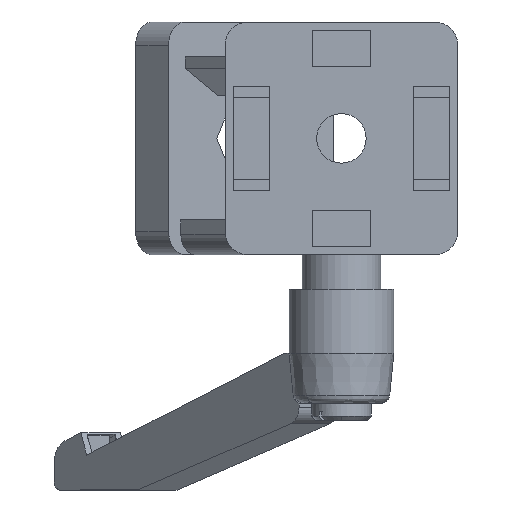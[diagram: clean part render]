
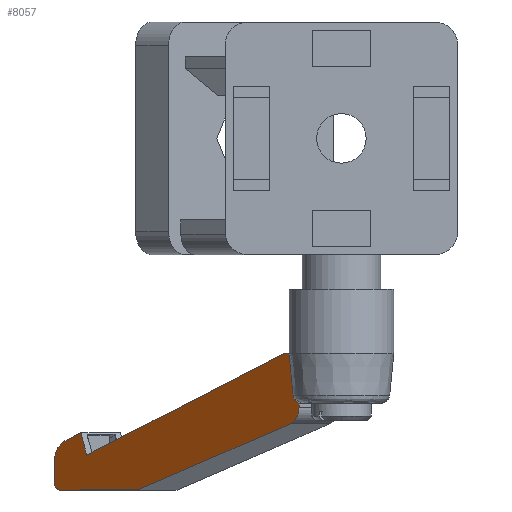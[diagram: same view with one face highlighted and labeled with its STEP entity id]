
A CAD part, front view. The second image highlights one B-rep face of the part: STEP entity #8057.
In plain terms, the highlighted planar face has unit normal (-0.707, -0.707, 0).
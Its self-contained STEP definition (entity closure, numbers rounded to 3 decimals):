
#122 = VERTEX_POINT ( 'NONE', #1998 ) ;
#139 = VERTEX_POINT ( 'NONE', #2015 ) ;
#140 = VERTEX_POINT ( 'NONE', #2016 ) ;
#155 = VERTEX_POINT ( 'NONE', #2031 ) ;
#156 = VERTEX_POINT ( 'NONE', #2032 ) ;
#157 = VERTEX_POINT ( 'NONE', #2033 ) ;
#158 = VERTEX_POINT ( 'NONE', #2034 ) ;
#159 = VERTEX_POINT ( 'NONE', #2035 ) ;
#160 = VERTEX_POINT ( 'NONE', #2036 ) ;
#161 = VERTEX_POINT ( 'NONE', #2037 ) ;
#162 = VERTEX_POINT ( 'NONE', #2038 ) ;
#220 = ORIENTED_EDGE ( 'NONE', *, *, #8096, .T. ) ;
#221 = ORIENTED_EDGE ( 'NONE', *, *, #8093, .T. ) ;
#222 = ORIENTED_EDGE ( 'NONE', *, *, #8095, .F. ) ;
#223 = ORIENTED_EDGE ( 'NONE', *, *, #7974, .T. ) ;
#224 = ORIENTED_EDGE ( 'NONE', *, *, #8040, .T. ) ;
#225 = ORIENTED_EDGE ( 'NONE', *, *, #8015, .F. ) ;
#226 = ORIENTED_EDGE ( 'NONE', *, *, #8042, .T. ) ;
#227 = ORIENTED_EDGE ( 'NONE', *, *, #8080, .T. ) ;
#228 = ORIENTED_EDGE ( 'NONE', *, *, #8082, .T. ) ;
#229 = ORIENTED_EDGE ( 'NONE', *, *, #8085, .T. ) ;
#230 = ORIENTED_EDGE ( 'NONE', *, *, #8087, .T. ) ;
#231 = ORIENTED_EDGE ( 'NONE', *, *, #8089, .T. ) ;
#232 = ORIENTED_EDGE ( 'NONE', *, *, #8091, .T. ) ;
#1496 = VERTEX_POINT ( 'NONE', #6555 ) ;
#1502 = VERTEX_POINT ( 'NONE', #6561 ) ;
#1847 = EDGE_LOOP ( 'NONE', ( #221, #222, #220, #223, #225, #224, #226, #227, #228, #229, #230, #231, #232 ) ) ;
#1998 = CARTESIAN_POINT ( 'NONE',  ( -9.758, 24.97, -36.9 ) ) ;
#2015 = CARTESIAN_POINT ( 'NONE',  ( -43.768, 58.98, -54.406 ) ) ;
#2016 = CARTESIAN_POINT ( 'NONE',  ( -44.76, 59.972, -50.553 ) ) ;
#2031 = CARTESIAN_POINT ( 'NONE',  ( -47.495, 62.707, -51.961 ) ) ;
#2032 = CARTESIAN_POINT ( 'NONE',  ( -49.356, 64.568, -55.72 ) ) ;
#2033 = CARTESIAN_POINT ( 'NONE',  ( -49.356, 64.568, -59. ) ) ;
#2034 = CARTESIAN_POINT ( 'NONE',  ( -48.366, 63.578, -60.4 ) ) ;
#2035 = CARTESIAN_POINT ( 'NONE',  ( -35.037, 50.249, -60.4 ) ) ;
#2036 = CARTESIAN_POINT ( 'NONE',  ( -8.784, 23.996, -49.049 ) ) ;
#2037 = CARTESIAN_POINT ( 'NONE',  ( -7.283, 22.495, -46.18 ) ) ;
#2038 = CARTESIAN_POINT ( 'NONE',  ( -7.283, 22.495, -45.436 ) ) ;
#3199 = CIRCLE ( 'NONE', #7068, 4. ) ;
#3200 = CIRCLE ( 'NONE', #7070, 1.4 ) ;
#3201 = CIRCLE ( 'NONE', #7350, 3. ) ;
#6144 = B_SPLINE_CURVE_WITH_KNOTS ( 'NONE', 3,
 ( #6580, #6584, #6585, #6586 ),
 .UNSPECIFIED., .F., .F.,
 ( 4, 4 ),
 ( 0., 0.007 ),
 .UNSPECIFIED. ) ;
#6166 = B_SPLINE_CURVE_WITH_KNOTS ( 'NONE', 3,
 ( #7275, #7282, #7283, #7284, #7285, #7286, #7287, #7288, #7289, #7290 ),
 .UNSPECIFIED., .F., .F.,
 ( 4, 2, 2, 2, 4 ),
 ( 0., 0., 0.001, 0.001, 0.002 ),
 .UNSPECIFIED. ) ;
#6555 = CARTESIAN_POINT ( 'NONE',  ( -8.777, 23.989, -36.9 ) ) ;
#6561 = CARTESIAN_POINT ( 'NONE',  ( -8.16, 23.372, -44.238 ) ) ;
#6580 = CARTESIAN_POINT ( 'NONE',  ( -8.16, 23.372, -44.238 ) ) ;
#6584 = CARTESIAN_POINT ( 'NONE',  ( -8.37, 23.582, -41.792 ) ) ;
#6585 = CARTESIAN_POINT ( 'NONE',  ( -8.575, 23.787, -39.347 ) ) ;
#6586 = CARTESIAN_POINT ( 'NONE',  ( -8.777, 23.989, -36.9 ) ) ;
#6693 = LINE ( 'NONE', #6694, #6732 ) ;
#6694 = CARTESIAN_POINT ( 'NONE',  ( -9.758, 24.97, -36.9 ) ) ;
#6695 = DIRECTION ( 'NONE',  ( 0.707, -0.707, 0. ) ) ;
#6732 = VECTOR ( 'NONE', #6695, 1000. ) ;
#6760 = VECTOR ( 'NONE', #6849, 1000. ) ;
#6762 = VECTOR ( 'NONE', #6855, 1000. ) ;
#6847 = LINE ( 'NONE', #6848, #6760 ) ;
#6848 = CARTESIAN_POINT ( 'NONE',  ( -9.758, 24.97, -36.9 ) ) ;
#6849 = DIRECTION ( 'NONE',  ( -0.664, 0.664, -0.342 ) ) ;
#6853 = LINE ( 'NONE', #6854, #6762 ) ;
#6854 = CARTESIAN_POINT ( 'NONE',  ( -43.768, 58.98, -54.406 ) ) ;
#6855 = DIRECTION ( 'NONE',  ( -0.242, 0.242, 0.94 ) ) ;
#7025 = FACE_OUTER_BOUND ( 'NONE', #1847, .T. ) ;
#7032 = AXIS2_PLACEMENT_3D ( 'NONE', #7113, #7114, #7115 ) ;
#7068 = AXIS2_PLACEMENT_3D ( 'NONE', #7230, #7240, #7241 ) ;
#7070 = AXIS2_PLACEMENT_3D ( 'NONE', #7242, #7255, #7256 ) ;
#7112 = PLANE ( 'NONE',  #7032 ) ;
#7113 = CARTESIAN_POINT ( 'NONE',  ( -3.394, 18.606, -19.4 ) ) ;
#7114 = DIRECTION ( 'NONE',  ( -0.707, -0.707, 0. ) ) ;
#7115 = DIRECTION ( 'NONE',  ( 0.707, -0.707, 0. ) ) ;
#7230 = CARTESIAN_POINT ( 'NONE',  ( -46.528, 61.739, -55.72 ) ) ;
#7234 = LINE ( 'NONE', #7235, #7353 ) ;
#7235 = CARTESIAN_POINT ( 'NONE',  ( -44.76, 59.972, -50.553 ) ) ;
#7236 = DIRECTION ( 'NONE',  ( -0.664, 0.664, -0.342 ) ) ;
#7240 = DIRECTION ( 'NONE',  ( -0.707, -0.707, 0. ) ) ;
#7241 = DIRECTION ( 'NONE',  ( 0.707, -0.707, 0. ) ) ;
#7242 = CARTESIAN_POINT ( 'NONE',  ( -48.366, 63.578, -59. ) ) ;
#7249 = LINE ( 'NONE', #7250, #7357 ) ;
#7250 = CARTESIAN_POINT ( 'NONE',  ( -49.356, 64.568, -19.4 ) ) ;
#7251 = DIRECTION ( 'NONE',  ( 0., 0., -1. ) ) ;
#7255 = DIRECTION ( 'NONE',  ( -0.707, -0.707, 0. ) ) ;
#7256 = DIRECTION ( 'NONE',  ( 0.707, -0.707, 0. ) ) ;
#7257 = CARTESIAN_POINT ( 'NONE',  ( -9.405, 24.616, -46.18 ) ) ;
#7261 = LINE ( 'NONE', #7262, #7360 ) ;
#7262 = CARTESIAN_POINT ( 'NONE',  ( -3.394, 18.606, -60.4 ) ) ;
#7263 = DIRECTION ( 'NONE',  ( 0.707, -0.707, 0. ) ) ;
#7267 = LINE ( 'NONE', #7268, #7362 ) ;
#7268 = CARTESIAN_POINT ( 'NONE',  ( -35.037, 50.249, -60.4 ) ) ;
#7269 = DIRECTION ( 'NONE',  ( 0.676, -0.676, 0.292 ) ) ;
#7273 = DIRECTION ( 'NONE',  ( -0.707, -0.707, 0. ) ) ;
#7274 = DIRECTION ( 'NONE',  ( 0.707, -0.707, 0. ) ) ;
#7275 = CARTESIAN_POINT ( 'NONE',  ( -7.283, 22.495, -45.436 ) ) ;
#7279 = LINE ( 'NONE', #7280, #7365 ) ;
#7280 = CARTESIAN_POINT ( 'NONE',  ( -7.283, 22.495, -46.18 ) ) ;
#7281 = DIRECTION ( 'NONE',  ( 0., 0., -1. ) ) ;
#7282 = CARTESIAN_POINT ( 'NONE',  ( -7.389, 22.601, -45.401 ) ) ;
#7283 = CARTESIAN_POINT ( 'NONE',  ( -7.491, 22.703, -45.351 ) ) ;
#7284 = CARTESIAN_POINT ( 'NONE',  ( -7.684, 22.895, -45.217 ) ) ;
#7285 = CARTESIAN_POINT ( 'NONE',  ( -7.776, 22.988, -45.131 ) ) ;
#7286 = CARTESIAN_POINT ( 'NONE',  ( -7.937, 23.149, -44.927 ) ) ;
#7287 = CARTESIAN_POINT ( 'NONE',  ( -8.007, 23.219, -44.806 ) ) ;
#7288 = CARTESIAN_POINT ( 'NONE',  ( -8.112, 23.323, -44.539 ) ) ;
#7289 = CARTESIAN_POINT ( 'NONE',  ( -8.147, 23.359, -44.392 ) ) ;
#7290 = CARTESIAN_POINT ( 'NONE',  ( -8.16, 23.372, -44.238 ) ) ;
#7350 = AXIS2_PLACEMENT_3D ( 'NONE', #7257, #7273, #7274 ) ;
#7353 = VECTOR ( 'NONE', #7236, 1000. ) ;
#7357 = VECTOR ( 'NONE', #7251, 1000. ) ;
#7360 = VECTOR ( 'NONE', #7263, 1000. ) ;
#7362 = VECTOR ( 'NONE', #7269, 1000. ) ;
#7365 = VECTOR ( 'NONE', #7281, 1000. ) ;
#7974 = EDGE_CURVE ( 'NONE', #1502, #1496, #6144, .T. ) ;
#8015 = EDGE_CURVE ( 'NONE', #122, #1496, #6693, .T. ) ;
#8040 = EDGE_CURVE ( 'NONE', #122, #139, #6847, .T. ) ;
#8042 = EDGE_CURVE ( 'NONE', #139, #140, #6853, .T. ) ;
#8057 = ADVANCED_FACE ( 'NONE', ( #7025 ), #7112, .T. ) ;
#8080 = EDGE_CURVE ( 'NONE', #140, #155, #7234, .T. ) ;
#8082 = EDGE_CURVE ( 'NONE', #155, #156, #3199, .T. ) ;
#8085 = EDGE_CURVE ( 'NONE', #156, #157, #7249, .T. ) ;
#8087 = EDGE_CURVE ( 'NONE', #157, #158, #3200, .T. ) ;
#8089 = EDGE_CURVE ( 'NONE', #158, #159, #7261, .T. ) ;
#8091 = EDGE_CURVE ( 'NONE', #159, #160, #7267, .T. ) ;
#8093 = EDGE_CURVE ( 'NONE', #160, #161, #3201, .T. ) ;
#8095 = EDGE_CURVE ( 'NONE', #162, #161, #7279, .T. ) ;
#8096 = EDGE_CURVE ( 'NONE', #162, #1502, #6166, .T. ) ;
